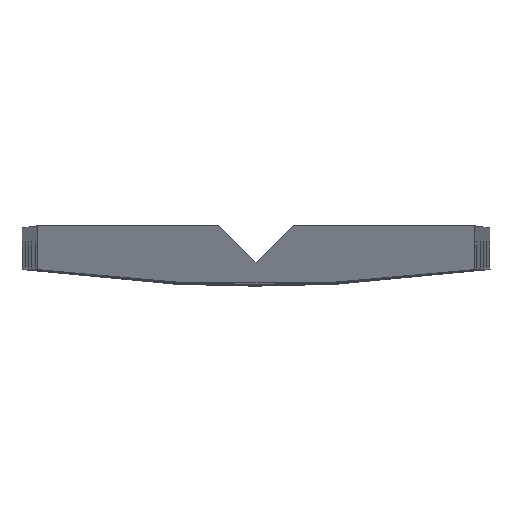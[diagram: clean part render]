
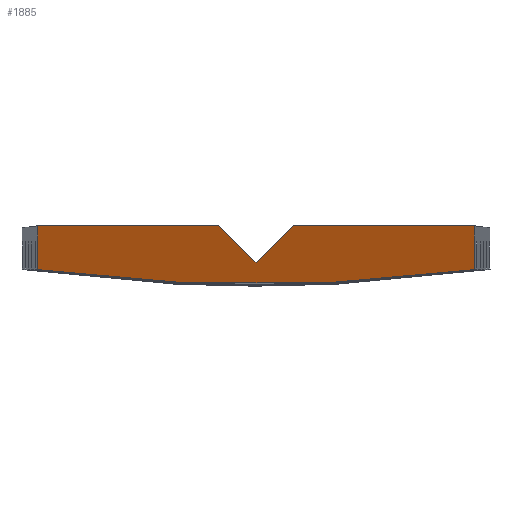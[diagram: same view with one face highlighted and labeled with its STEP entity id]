
A CAD part, top view. The second image highlights one B-rep face of the part: STEP entity #1885.
In plain terms, the highlighted planar face has unit normal (0, -0.383, 0.924).
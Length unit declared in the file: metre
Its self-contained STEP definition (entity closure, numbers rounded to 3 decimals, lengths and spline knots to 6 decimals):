
#71=ELLIPSE('',#1903,0.192508,0.1778);
#282=LINE('',#2201,#360);
#288=LINE('',#2259,#366);
#294=LINE('',#2308,#372);
#306=LINE('',#2545,#384);
#349=LINE('',#2691,#427);
#356=LINE('',#2871,#434);
#360=VECTOR('',#1979,1.);
#366=VECTOR('',#2001,1.);
#372=VECTOR('',#2013,1.);
#384=VECTOR('',#2041,1.);
#427=VECTOR('',#2096,1.);
#434=VECTOR('',#2105,1.);
#1017=ORIENTED_EDGE('',*,*,#1050,.F.);
#1018=ORIENTED_EDGE('',*,*,#1034,.T.);
#1019=ORIENTED_EDGE('',*,*,#1109,.F.);
#1020=ORIENTED_EDGE('',*,*,#1026,.T.);
#1021=ORIENTED_EDGE('',*,*,#1167,.F.);
#1022=ORIENTED_EDGE('',*,*,#1201,.T.);
#1023=ORIENTED_EDGE('',*,*,#1040,.T.);
#1026=EDGE_CURVE('',#1319,#1320,#282,.T.);
#1034=EDGE_CURVE('',#1327,#1328,#71,.T.);
#1040=EDGE_CURVE('',#1333,#1334,#288,.T.);
#1050=EDGE_CURVE('',#1327,#1334,#294,.T.);
#1109=EDGE_CURVE('',#1319,#1328,#306,.T.);
#1167=EDGE_CURVE('',#1455,#1320,#349,.T.);
#1201=EDGE_CURVE('',#1455,#1333,#356,.T.);
#1319=VERTEX_POINT('',#2202);
#1320=VERTEX_POINT('',#2203);
#1327=VERTEX_POINT('',#2247);
#1328=VERTEX_POINT('',#2248);
#1333=VERTEX_POINT('',#2260);
#1334=VERTEX_POINT('',#2261);
#1455=VERTEX_POINT('',#2689);
#1651=EDGE_LOOP('',(#1017,#1018,#1019,#1020,#1021,#1022,#1023));
#1768=FACE_BOUND('',#1651,.T.);
#1790=PLANE('',#1970);
#1885=ADVANCED_FACE('',(#1768),#1790,.T.);
#1903=AXIS2_PLACEMENT_3D('',#2246,#1987,#1988);
#1970=AXIS2_PLACEMENT_3D('',#4608,#2193,#2194);
#1979=DIRECTION('',(-1.,0.,0.));
#1987=DIRECTION('',(0.,-0.383,0.924));
#1988=DIRECTION('',(0.,-0.924,-0.383));
#2001=DIRECTION('',(-1.,0.,0.));
#2013=DIRECTION('',(0.005,0.924,0.383));
#2041=DIRECTION('',(0.005,-0.924,-0.383));
#2096=DIRECTION('',(0.678,0.678,0.282));
#2105=DIRECTION('',(-0.678,0.678,0.282));
#2193=DIRECTION('',(0.,-0.383,0.924));
#2194=DIRECTION('',(1.,0.,0.));
#2201=CARTESIAN_POINT('',(-0.000005,-0.010341,0.369585));
#2202=CARTESIAN_POINT('',(0.023566,-0.010341,0.369585));
#2203=CARTESIAN_POINT('',(0.003995,-0.010341,0.369585));
#2246=CARTESIAN_POINT('',(-0.000005,0.16116,0.440769));
#2247=CARTESIAN_POINT('',(-0.023601,-0.015067,0.367623));
#2248=CARTESIAN_POINT('',(0.023592,-0.015067,0.367623));
#2259=CARTESIAN_POINT('',(-0.000005,-0.010341,0.369585));
#2260=CARTESIAN_POINT('',(-0.004005,-0.010341,0.369585));
#2261=CARTESIAN_POINT('',(-0.023575,-0.010341,0.369585));
#2308=CARTESIAN_POINT('',(-0.023958,-0.079905,0.340711));
#2545=CARTESIAN_POINT('',(0.023949,-0.079905,0.340711));
#2689=CARTESIAN_POINT('',(-0.000005,-0.014341,0.367925));
#2691=CARTESIAN_POINT('',(0.82824,0.813904,0.711703));
#2871=CARTESIAN_POINT('',(-0.828249,0.813904,0.711703));
#4608=CARTESIAN_POINT('',(0.023579,-0.012654,0.368625));
